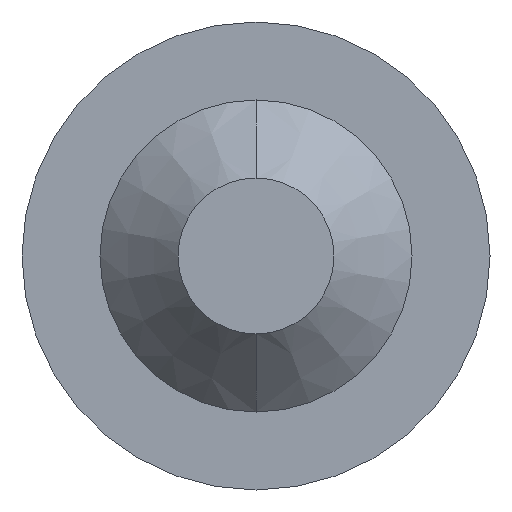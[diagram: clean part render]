
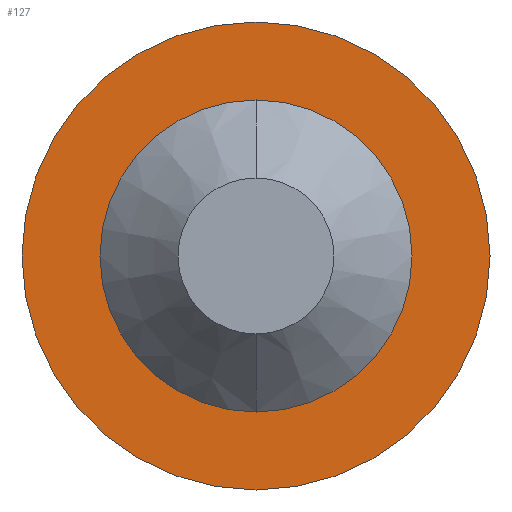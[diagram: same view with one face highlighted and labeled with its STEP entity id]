
A CAD part, front view. The second image highlights one B-rep face of the part: STEP entity #127.
In plain terms, the highlighted planar face has unit normal (0, -1, 0).
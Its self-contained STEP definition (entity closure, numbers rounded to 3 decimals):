
#4 = CIRCLE ( 'NONE', #184, 1.5 ) ;
#5 = VERTEX_POINT ( 'NONE', #256 ) ;
#46 = PLANE ( 'NONE',  #57 ) ;
#52 = DIRECTION ( 'NONE',  ( 0., 1., 0. ) ) ;
#57 = AXIS2_PLACEMENT_3D ( 'NONE', #261, #116, #187 ) ;
#70 = CIRCLE ( 'NONE', #214, 1. ) ;
#76 = CIRCLE ( 'NONE', #176, 1. ) ;
#92 = DIRECTION ( 'NONE',  ( 0., 0., 1. ) ) ;
#93 = CIRCLE ( 'NONE', #181, 1.5 ) ;
#97 = CARTESIAN_POINT ( 'NONE',  ( 0., 4., 0. ) ) ;
#99 = CARTESIAN_POINT ( 'NONE',  ( 0., 4., -1.5 ) ) ;
#102 = FACE_BOUND ( 'NONE', #163, .T. ) ;
#107 = ORIENTED_EDGE ( 'NONE', *, *, #189, .T. ) ;
#116 = DIRECTION ( 'NONE',  ( 0., 1., 0. ) ) ;
#118 = DIRECTION ( 'NONE',  ( 0., 1., 0. ) ) ;
#124 = DIRECTION ( 'NONE',  ( 0., 0., 1. ) ) ;
#126 = CARTESIAN_POINT ( 'NONE',  ( 0., 4., 0. ) ) ;
#127 = ADVANCED_FACE ( 'NONE', ( #283, #102 ), #46, .F. ) ;
#143 = EDGE_LOOP ( 'NONE', ( #170, #295 ) ) ;
#144 = DIRECTION ( 'NONE',  ( 0., 0., 1. ) ) ;
#163 = EDGE_LOOP ( 'NONE', ( #307, #107 ) ) ;
#166 = DIRECTION ( 'NONE',  ( 0., 1., 0. ) ) ;
#170 = ORIENTED_EDGE ( 'NONE', *, *, #241, .F. ) ;
#176 = AXIS2_PLACEMENT_3D ( 'NONE', #238, #166, #92 ) ;
#181 = AXIS2_PLACEMENT_3D ( 'NONE', #193, #118, #215 ) ;
#184 = AXIS2_PLACEMENT_3D ( 'NONE', #97, #302, #124 ) ;
#187 = DIRECTION ( 'NONE',  ( 0., 0., 1. ) ) ;
#189 = EDGE_CURVE ( 'NONE', #5, #280, #76, .T. ) ;
#193 = CARTESIAN_POINT ( 'NONE',  ( 0., 4., 0. ) ) ;
#214 = AXIS2_PLACEMENT_3D ( 'NONE', #126, #52, #144 ) ;
#215 = DIRECTION ( 'NONE',  ( 0., 0., 1. ) ) ;
#230 = VERTEX_POINT ( 'NONE', #272 ) ;
#238 = CARTESIAN_POINT ( 'NONE',  ( 0., 4., 0. ) ) ;
#241 = EDGE_CURVE ( 'NONE', #230, #279, #93, .T. ) ;
#256 = CARTESIAN_POINT ( 'NONE',  ( 0., 4., -1. ) ) ;
#261 = CARTESIAN_POINT ( 'NONE',  ( 1.5, 4., 0. ) ) ;
#272 = CARTESIAN_POINT ( 'NONE',  ( 0., 4., 1.5 ) ) ;
#274 = CARTESIAN_POINT ( 'NONE',  ( 0., 4., 1. ) ) ;
#279 = VERTEX_POINT ( 'NONE', #99 ) ;
#280 = VERTEX_POINT ( 'NONE', #274 ) ;
#283 = FACE_OUTER_BOUND ( 'NONE', #143, .T. ) ;
#295 = ORIENTED_EDGE ( 'NONE', *, *, #315, .F. ) ;
#302 = DIRECTION ( 'NONE',  ( 0., 1., 0. ) ) ;
#307 = ORIENTED_EDGE ( 'NONE', *, *, #308, .T. ) ;
#308 = EDGE_CURVE ( 'NONE', #280, #5, #70, .T. ) ;
#315 = EDGE_CURVE ( 'NONE', #279, #230, #4, .T. ) ;
